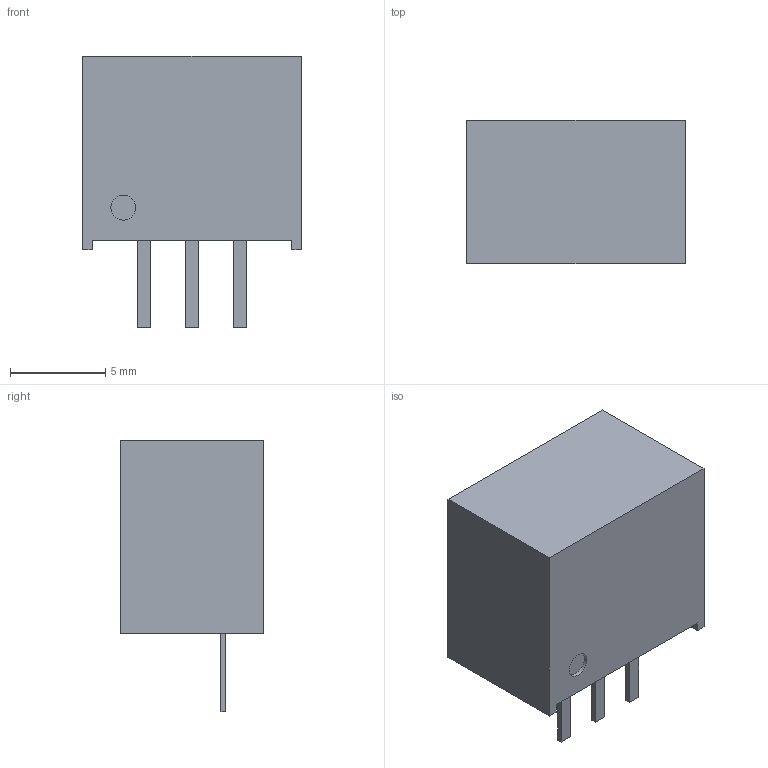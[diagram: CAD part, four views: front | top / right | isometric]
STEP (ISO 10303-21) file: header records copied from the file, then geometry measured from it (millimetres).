
FILE_DESCRIPTION(('FreeCAD Model'),'2;1');
FILE_NAME('traco_TSR_0.5-2433.step','2019-09-15T12:58:47',('Author'),(''), 'Open CASCADE STEP processor 7.3','FreeCAD','Unknown');
FILE_SCHEMA(('AUTOMOTIVE_DESIGN { 1 0 10303 214 1 1 1 1 }'));
Length unit declared in the file: millimetre
Products named in the file (1): Body
Bounding box: 11.5 x 7.55 x 14.3 mm (x, y, z)
Volume: 848.1 mm3; surface area: 586.4 mm2
Topology: 1 solids, 1 shells, 27 faces, 63 edges, 42 vertices
Faces by surface type: plane 26, cylinder 1
Full cylindrical faces by diameter (mm): 1.308 x1
Entity records: 1602 total; most frequent: CARTESIAN_POINT 265, DIRECTION 246, LINE 185, VECTOR 185, ORIENTED_EDGE 126, PCURVE 126, DEFINITIONAL_REPRESENTATION 126, EDGE_CURVE 63
